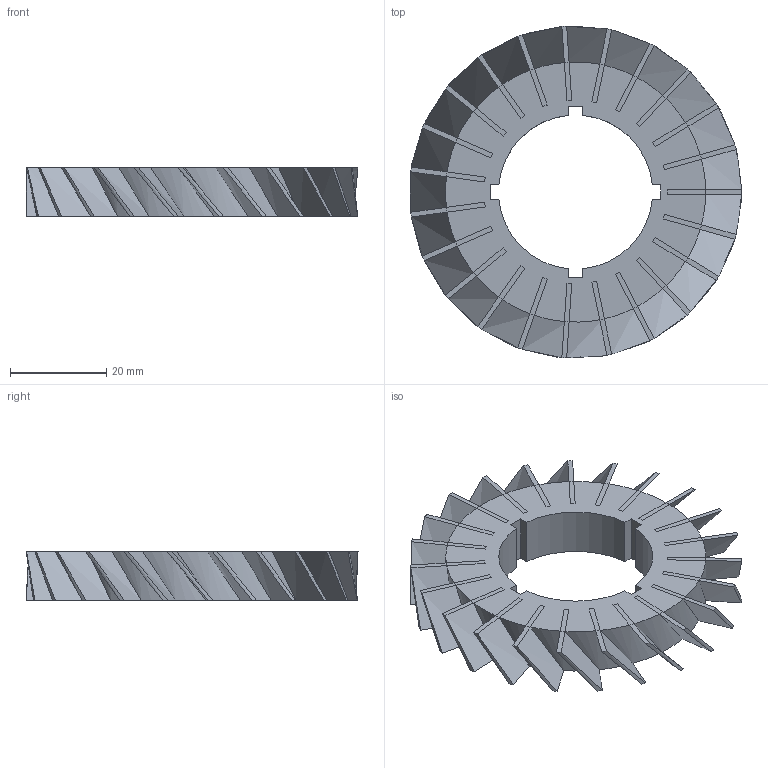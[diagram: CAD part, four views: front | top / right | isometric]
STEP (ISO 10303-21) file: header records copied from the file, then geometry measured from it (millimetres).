
FILE_DESCRIPTION(('FreeCAD Model'),'2;1');
FILE_NAME('Open CASCADE Shape Model','2024-05-14T11:41:40',('Author'),( ''),'Open CASCADE STEP processor 7.6','FreeCAD','Unknown');
FILE_SCHEMA(('AUTOMOTIVE_DESIGN { 1 0 10303 214 1 1 1 1 }'));
Length unit declared in the file: millimetre
Products named in the file (2): Exhaust-Minor-Fan-001; Body126
Assembly tree (1 placements, depth 2):
  Exhaust-Minor-Fan-001
    Body126
Bounding box: 68.83 x 68.93 x 10 mm (x, y, z)
Volume: 16379 mm3; surface area: 10510.2 mm2
Topology: 1 solids, 1 shells, 207 faces, 522 edges, 316 vertices
Faces by surface type: plane 109, cylinder 52, bspline 46
Entity records: 7435 total; most frequent: CARTESIAN_POINT 2853, ORIENTED_EDGE 1044, DIRECTION 810, EDGE_CURVE 522, VERTEX_POINT 316, AXIS2_PLACEMENT_3D 312, FACE_BOUND 208, EDGE_LOOP 208
